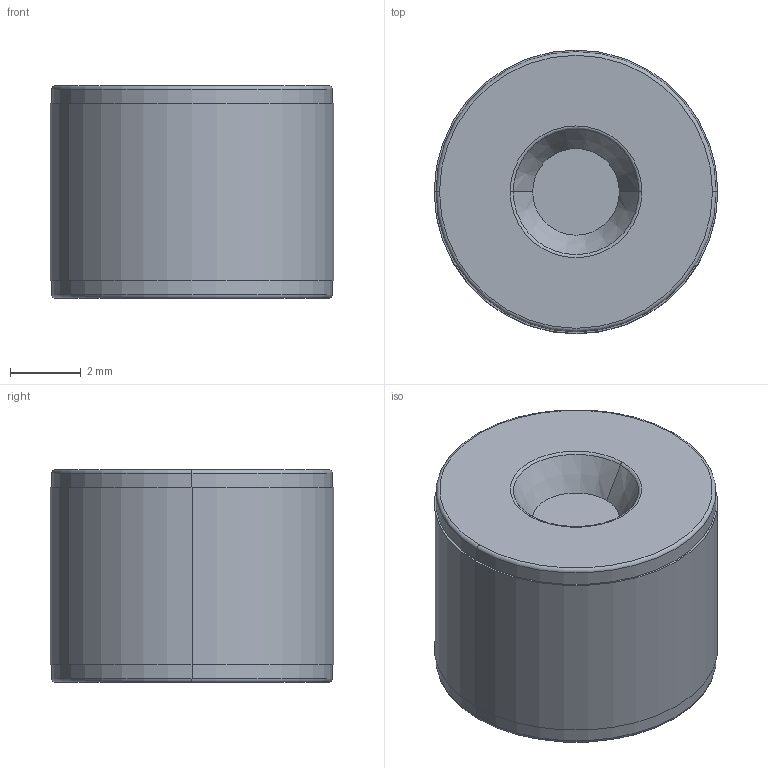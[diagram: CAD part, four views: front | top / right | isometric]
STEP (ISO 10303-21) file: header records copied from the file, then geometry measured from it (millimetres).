
FILE_DESCRIPTION (( 'STEP AP203' ), '1' );
FILE_NAME ('gasDischargeTubeA.STEP', '2016-03-21T17:16:18', ( '' ), ( '' ), 'SwSTEP 2.0', 'SolidWorks 2014', '' );
FILE_SCHEMA (( 'CONFIG_CONTROL_DESIGN' ));
Length unit declared in the file: millimetre
Products named in the file (1): gasDischargeTubeA
Bounding box: 8 x 8 x 6 mm (x, y, z)
Volume: 285.7 mm3; surface area: 259.5 mm2
Topology: 1 solids, 1 shells, 26 faces, 50 edges, 30 vertices
Faces by surface type: torus 10, cylinder 6, plane 6, cone 4
Entity records: 751 total; most frequent: DIRECTION 144, CARTESIAN_POINT 107, ORIENTED_EDGE 100, AXIS2_PLACEMENT_3D 67, EDGE_CURVE 50, CIRCLE 40, VERTEX_POINT 30, EDGE_LOOP 30
